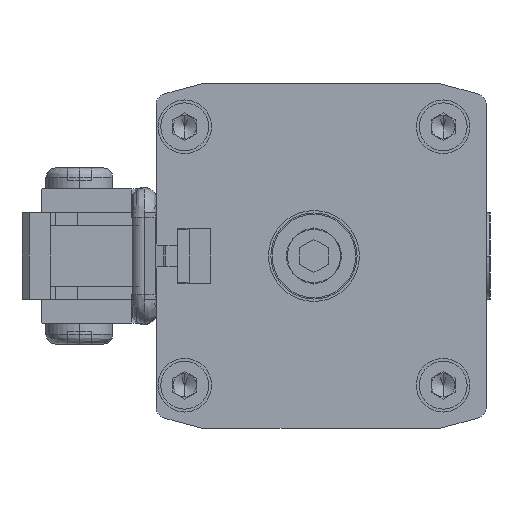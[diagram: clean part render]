
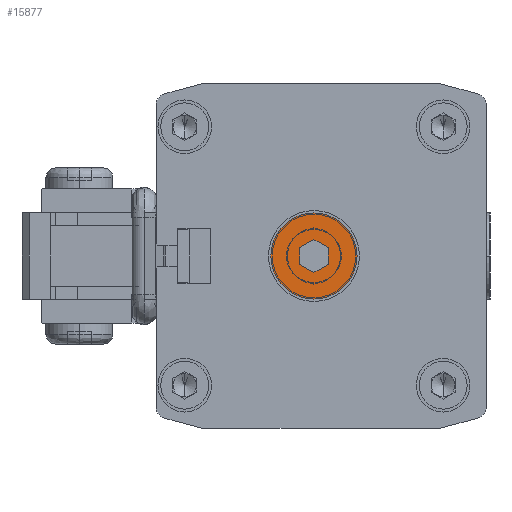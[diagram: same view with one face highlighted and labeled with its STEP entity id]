
A CAD part, left-side view. The second image highlights one B-rep face of the part: STEP entity #15877.
In plain terms, the highlighted planar face has unit normal (-1, 0, 0).
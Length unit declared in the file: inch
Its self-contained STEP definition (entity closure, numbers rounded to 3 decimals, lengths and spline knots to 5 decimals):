
#757 = LINE ( 'NONE', #24406, #14129 ) ;
#798 = DIRECTION ( 'NONE',  ( 0., 0.866, 0.5 ) ) ;
#1034 = CARTESIAN_POINT ( 'NONE',  ( -45.30654, -0.11024, 0.13638 ) ) ;
#1154 = VECTOR ( 'NONE', #8011, 39.37008 ) ;
#1252 = VECTOR ( 'NONE', #12285, 39.37008 ) ;
#1900 = CARTESIAN_POINT ( 'NONE',  ( -45.30654, -0.22835, 0.06819 ) ) ;
#2379 = VERTEX_POINT ( 'NONE', #11071 ) ;
#2818 = VERTEX_POINT ( 'NONE', #6448 ) ;
#3354 = EDGE_CURVE ( 'NONE', #2818, #2379, #757, .T. ) ;
#3519 = AXIS2_PLACEMENT_3D ( 'NONE', #20443, #10605, #14627 ) ;
#4184 = VECTOR ( 'NONE', #4765, 39.37008 ) ;
#4276 = LINE ( 'NONE', #20175, #1252 ) ;
#4322 = CIRCLE ( 'NONE', #3519, 0.35433 ) ;
#4765 = DIRECTION ( 'NONE',  ( 0., -0.866, -0.5 ) ) ;
#4798 = CARTESIAN_POINT ( 'NONE',  ( -45.30654, -0.11024, -0.13638 ) ) ;
#4833 = PLANE ( 'NONE',  #10208 ) ;
#5691 = EDGE_CURVE ( 'NONE', #18467, #21547, #11422, .T. ) ;
#5948 = CARTESIAN_POINT ( 'NONE',  ( -45.30654, 0.00787, 0.06819 ) ) ;
#6448 = CARTESIAN_POINT ( 'NONE',  ( -45.30654, 0.00787, -0.06819 ) ) ;
#6594 = VECTOR ( 'NONE', #798, 39.37008 ) ;
#6802 = CARTESIAN_POINT ( 'NONE',  ( -45.30654, -0.11024, -0.35433 ) ) ;
#6887 = DIRECTION ( 'NONE',  ( 0., 0., 1. ) ) ;
#6915 = CARTESIAN_POINT ( 'NONE',  ( -45.30654, -0.11024, 0.13638 ) ) ;
#7152 = DIRECTION ( 'NONE',  ( 0., 0., -1. ) ) ;
#8011 = DIRECTION ( 'NONE',  ( 0., -0.866, 0.5 ) ) ;
#8951 = DIRECTION ( 'NONE',  ( 1., 0., 0. ) ) ;
#9451 = VERTEX_POINT ( 'NONE', #6802 ) ;
#9724 = ORIENTED_EDGE ( 'NONE', *, *, #20868, .T. ) ;
#10115 = ORIENTED_EDGE ( 'NONE', *, *, #5691, .T. ) ;
#10208 = AXIS2_PLACEMENT_3D ( 'NONE', #16971, #8951, #6887 ) ;
#10605 = DIRECTION ( 'NONE',  ( 1., 0., 0. ) ) ;
#10687 = DIRECTION ( 'NONE',  ( 0., 0., 1. ) ) ;
#10987 = CIRCLE ( 'NONE', #25038, 0.35433 ) ;
#11071 = CARTESIAN_POINT ( 'NONE',  ( -45.30654, 0.00787, 0.06819 ) ) ;
#11422 = LINE ( 'NONE', #18794, #19534 ) ;
#11938 = CARTESIAN_POINT ( 'NONE',  ( -45.30654, -0.22835, -0.06819 ) ) ;
#12285 = DIRECTION ( 'NONE',  ( 0., 0.866, -0.5 ) ) ;
#12301 = ORIENTED_EDGE ( 'NONE', *, *, #19294, .T. ) ;
#12999 = EDGE_CURVE ( 'NONE', #21547, #22529, #4276, .T. ) ;
#14129 = VECTOR ( 'NONE', #10687, 39.37008 ) ;
#14167 = ORIENTED_EDGE ( 'NONE', *, *, #3354, .T. ) ;
#14505 = EDGE_CURVE ( 'NONE', #22529, #2818, #22764, .T. ) ;
#14550 = EDGE_LOOP ( 'NONE', ( #20676, #14167, #12301, #9724, #10115, #20910 ) ) ;
#14627 = DIRECTION ( 'NONE',  ( 0., 0., 1. ) ) ;
#14739 = CARTESIAN_POINT ( 'NONE',  ( -45.30654, -0.11024, -0.13638 ) ) ;
#15477 = DIRECTION ( 'NONE',  ( 0., 0., 1. ) ) ;
#15877 = ADVANCED_FACE ( 'NONE', ( #24999, #22682 ), #4833, .F. ) ;
#16344 = EDGE_LOOP ( 'NONE', ( #22678, #25099 ) ) ;
#16971 = CARTESIAN_POINT ( 'NONE',  ( -45.30654, 0.24409, -1.41732 ) ) ;
#17092 = EDGE_CURVE ( 'NONE', #9451, #24070, #10987, .T. ) ;
#17517 = VERTEX_POINT ( 'NONE', #6915 ) ;
#18467 = VERTEX_POINT ( 'NONE', #1900 ) ;
#18710 = CARTESIAN_POINT ( 'NONE',  ( -45.30654, -0.11024, 0.35433 ) ) ;
#18723 = LINE ( 'NONE', #1034, #4184 ) ;
#18794 = CARTESIAN_POINT ( 'NONE',  ( -45.30654, -0.22835, 0.06819 ) ) ;
#19294 = EDGE_CURVE ( 'NONE', #2379, #17517, #23680, .T. ) ;
#19534 = VECTOR ( 'NONE', #7152, 39.37008 ) ;
#20175 = CARTESIAN_POINT ( 'NONE',  ( -45.30654, -0.22835, -0.06819 ) ) ;
#20443 = CARTESIAN_POINT ( 'NONE',  ( -45.30654, -0.11024, 0. ) ) ;
#20676 = ORIENTED_EDGE ( 'NONE', *, *, #14505, .T. ) ;
#20868 = EDGE_CURVE ( 'NONE', #17517, #18467, #18723, .T. ) ;
#20910 = ORIENTED_EDGE ( 'NONE', *, *, #12999, .T. ) ;
#21547 = VERTEX_POINT ( 'NONE', #11938 ) ;
#22529 = VERTEX_POINT ( 'NONE', #14739 ) ;
#22678 = ORIENTED_EDGE ( 'NONE', *, *, #17092, .F. ) ;
#22682 = FACE_BOUND ( 'NONE', #14550, .T. ) ;
#22764 = LINE ( 'NONE', #4798, #6594 ) ;
#22870 = DIRECTION ( 'NONE',  ( 1., 0., 0. ) ) ;
#22996 = CARTESIAN_POINT ( 'NONE',  ( -45.30654, -0.11024, 0. ) ) ;
#23680 = LINE ( 'NONE', #5948, #1154 ) ;
#24070 = VERTEX_POINT ( 'NONE', #18710 ) ;
#24406 = CARTESIAN_POINT ( 'NONE',  ( -45.30654, 0.00787, -0.06819 ) ) ;
#24999 = FACE_OUTER_BOUND ( 'NONE', #16344, .T. ) ;
#25038 = AXIS2_PLACEMENT_3D ( 'NONE', #22996, #22870, #15477 ) ;
#25099 = ORIENTED_EDGE ( 'NONE', *, *, #25351, .F. ) ;
#25351 = EDGE_CURVE ( 'NONE', #24070, #9451, #4322, .T. ) ;
